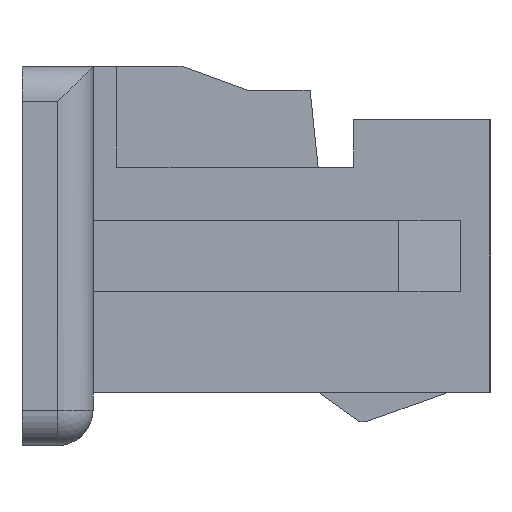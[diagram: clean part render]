
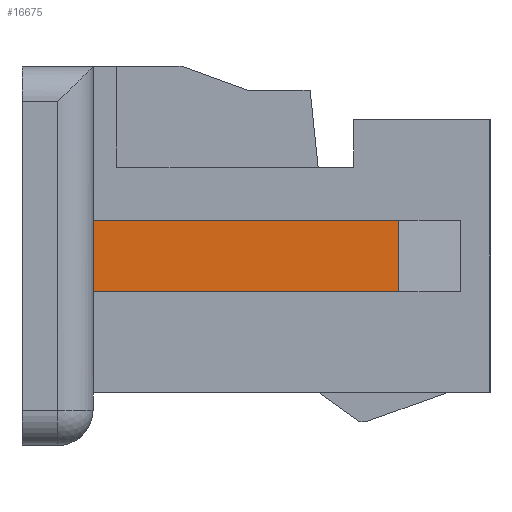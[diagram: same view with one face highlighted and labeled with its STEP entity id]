
A CAD part, left-side view. The second image highlights one B-rep face of the part: STEP entity #16675.
In plain terms, the highlighted planar face has unit normal (-1, 0, 0).
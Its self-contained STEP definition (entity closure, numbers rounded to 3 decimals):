
#13170 = PLANE('',#13171);
#13171 = AXIS2_PLACEMENT_3D('',#13172,#13173,#13174);
#13172 = CARTESIAN_POINT('',(6.475,1.375,-1.6));
#13173 = DIRECTION('',(0.,-1.,0.));
#13174 = DIRECTION('',(1.,0.,0.));
#14714 = VERTEX_POINT('',#14715);
#14715 = CARTESIAN_POINT('',(-6.775,1.375,0.3));
#14729 = PLANE('',#14730);
#14730 = AXIS2_PLACEMENT_3D('',#14731,#14732,#14733);
#14731 = CARTESIAN_POINT('',(0.,0.,0.3));
#14732 = DIRECTION('',(0.,0.,1.));
#14733 = DIRECTION('',(1.,0.,0.));
#14741 = EDGE_CURVE('',#14742,#14714,#14744,.T.);
#14742 = VERTEX_POINT('',#14743);
#14743 = CARTESIAN_POINT('',(-6.775,1.375,-0.3));
#14744 = SURFACE_CURVE('',#14745,(#14749,#14756),.PCURVE_S1.);
#14745 = LINE('',#14746,#14747);
#14746 = CARTESIAN_POINT('',(-6.775,1.375,-0.3));
#14747 = VECTOR('',#14748,1.);
#14748 = DIRECTION('',(0.,0.,1.));
#14749 = PCURVE('',#13170,#14750);
#14750 = DEFINITIONAL_REPRESENTATION('',(#14751),#14755);
#14751 = LINE('',#14752,#14753);
#14752 = CARTESIAN_POINT('',(-13.25,1.3));
#14753 = VECTOR('',#14754,1.);
#14754 = DIRECTION('',(0.,1.));
#14755 = ( GEOMETRIC_REPRESENTATION_CONTEXT(2) 
PARAMETRIC_REPRESENTATION_CONTEXT() REPRESENTATION_CONTEXT('2D SPACE',''
  ) );
#14756 = PCURVE('',#14757,#14762);
#14757 = PLANE('',#14758);
#14758 = AXIS2_PLACEMENT_3D('',#14759,#14760,#14761);
#14759 = CARTESIAN_POINT('',(-6.775,1.375,-0.3));
#14760 = DIRECTION('',(-1.,0.,0.));
#14761 = DIRECTION('',(0.,-1.,0.));
#14762 = DEFINITIONAL_REPRESENTATION('',(#14763),#14767);
#14763 = LINE('',#14764,#14765);
#14764 = CARTESIAN_POINT('',(0.,0.));
#14765 = VECTOR('',#14766,1.);
#14766 = DIRECTION('',(0.,1.));
#14767 = ( GEOMETRIC_REPRESENTATION_CONTEXT(2) 
PARAMETRIC_REPRESENTATION_CONTEXT() REPRESENTATION_CONTEXT('2D SPACE',''
  ) );
#14785 = PLANE('',#14786);
#14786 = AXIS2_PLACEMENT_3D('',#14787,#14788,#14789);
#14787 = CARTESIAN_POINT('',(0.,0.,-0.3));
#14788 = DIRECTION('',(0.,0.,1.));
#14789 = DIRECTION('',(1.,0.,0.));
#15336 = PLANE('',#15337);
#15337 = AXIS2_PLACEMENT_3D('',#15338,#15339,#15340);
#15338 = CARTESIAN_POINT('',(-6.775,-1.205,-0.3));
#15339 = DIRECTION('',(-0.866,-0.5,0.));
#15340 = DIRECTION('',(0.5,-0.866,0.));
#16458 = VERTEX_POINT('',#16459);
#16459 = CARTESIAN_POINT('',(-6.775,-1.205,0.3));
#16480 = EDGE_CURVE('',#14714,#16458,#16481,.T.);
#16481 = SURFACE_CURVE('',#16482,(#16486,#16493),.PCURVE_S1.);
#16482 = LINE('',#16483,#16484);
#16483 = CARTESIAN_POINT('',(-6.775,1.375,0.3));
#16484 = VECTOR('',#16485,1.);
#16485 = DIRECTION('',(0.,-1.,0.));
#16486 = PCURVE('',#14729,#16487);
#16487 = DEFINITIONAL_REPRESENTATION('',(#16488),#16492);
#16488 = LINE('',#16489,#16490);
#16489 = CARTESIAN_POINT('',(-6.775,1.375));
#16490 = VECTOR('',#16491,1.);
#16491 = DIRECTION('',(0.,-1.));
#16492 = ( GEOMETRIC_REPRESENTATION_CONTEXT(2) 
PARAMETRIC_REPRESENTATION_CONTEXT() REPRESENTATION_CONTEXT('2D SPACE',''
  ) );
#16493 = PCURVE('',#14757,#16494);
#16494 = DEFINITIONAL_REPRESENTATION('',(#16495),#16499);
#16495 = LINE('',#16496,#16497);
#16496 = CARTESIAN_POINT('',(0.,0.6));
#16497 = VECTOR('',#16498,1.);
#16498 = DIRECTION('',(1.,0.));
#16499 = ( GEOMETRIC_REPRESENTATION_CONTEXT(2) 
PARAMETRIC_REPRESENTATION_CONTEXT() REPRESENTATION_CONTEXT('2D SPACE',''
  ) );
#16556 = VERTEX_POINT('',#16557);
#16557 = CARTESIAN_POINT('',(-6.775,-1.205,-0.3));
#16578 = EDGE_CURVE('',#16556,#16458,#16579,.T.);
#16579 = SURFACE_CURVE('',#16580,(#16584,#16591),.PCURVE_S1.);
#16580 = LINE('',#16581,#16582);
#16581 = CARTESIAN_POINT('',(-6.775,-1.205,-0.3));
#16582 = VECTOR('',#16583,1.);
#16583 = DIRECTION('',(0.,0.,1.));
#16584 = PCURVE('',#15336,#16585);
#16585 = DEFINITIONAL_REPRESENTATION('',(#16586),#16590);
#16586 = LINE('',#16587,#16588);
#16587 = CARTESIAN_POINT('',(0.,0.));
#16588 = VECTOR('',#16589,1.);
#16589 = DIRECTION('',(0.,1.));
#16590 = ( GEOMETRIC_REPRESENTATION_CONTEXT(2) 
PARAMETRIC_REPRESENTATION_CONTEXT() REPRESENTATION_CONTEXT('2D SPACE',''
  ) );
#16591 = PCURVE('',#14757,#16592);
#16592 = DEFINITIONAL_REPRESENTATION('',(#16593),#16597);
#16593 = LINE('',#16594,#16595);
#16594 = CARTESIAN_POINT('',(2.58,0.));
#16595 = VECTOR('',#16596,1.);
#16596 = DIRECTION('',(0.,1.));
#16597 = ( GEOMETRIC_REPRESENTATION_CONTEXT(2) 
PARAMETRIC_REPRESENTATION_CONTEXT() REPRESENTATION_CONTEXT('2D SPACE',''
  ) );
#16605 = EDGE_CURVE('',#14742,#16556,#16606,.T.);
#16606 = SURFACE_CURVE('',#16607,(#16611,#16618),.PCURVE_S1.);
#16607 = LINE('',#16608,#16609);
#16608 = CARTESIAN_POINT('',(-6.775,1.375,-0.3));
#16609 = VECTOR('',#16610,1.);
#16610 = DIRECTION('',(0.,-1.,0.));
#16611 = PCURVE('',#14785,#16612);
#16612 = DEFINITIONAL_REPRESENTATION('',(#16613),#16617);
#16613 = LINE('',#16614,#16615);
#16614 = CARTESIAN_POINT('',(-6.775,1.375));
#16615 = VECTOR('',#16616,1.);
#16616 = DIRECTION('',(0.,-1.));
#16617 = ( GEOMETRIC_REPRESENTATION_CONTEXT(2) 
PARAMETRIC_REPRESENTATION_CONTEXT() REPRESENTATION_CONTEXT('2D SPACE',''
  ) );
#16618 = PCURVE('',#14757,#16619);
#16619 = DEFINITIONAL_REPRESENTATION('',(#16620),#16624);
#16620 = LINE('',#16621,#16622);
#16621 = CARTESIAN_POINT('',(0.,0.));
#16622 = VECTOR('',#16623,1.);
#16623 = DIRECTION('',(1.,0.));
#16624 = ( GEOMETRIC_REPRESENTATION_CONTEXT(2) 
PARAMETRIC_REPRESENTATION_CONTEXT() REPRESENTATION_CONTEXT('2D SPACE',''
  ) );
#16675 = ADVANCED_FACE('',(#16676),#14757,.T.);
#16676 = FACE_BOUND('',#16677,.F.);
#16677 = EDGE_LOOP('',(#16678,#16679,#16680,#16681));
#16678 = ORIENTED_EDGE('',*,*,#16605,.F.);
#16679 = ORIENTED_EDGE('',*,*,#14741,.T.);
#16680 = ORIENTED_EDGE('',*,*,#16480,.T.);
#16681 = ORIENTED_EDGE('',*,*,#16578,.F.);
